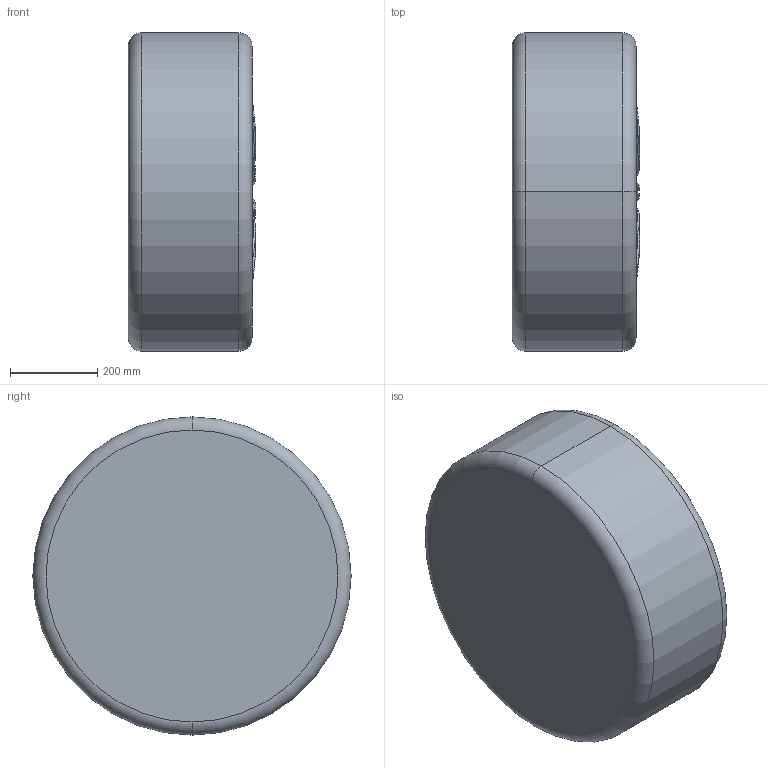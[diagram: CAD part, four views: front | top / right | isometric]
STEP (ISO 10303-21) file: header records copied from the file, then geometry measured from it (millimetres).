
FILE_DESCRIPTION (( 'STEP AP214' ), '1' );
FILE_NAME ('Tesla Model S Wheel.STEP', '2019-04-17T09:21:30', ( '' ), ( '' ), 'SwSTEP 2.0', 'SolidWorks 2018', '' );
FILE_SCHEMA (( 'AUTOMOTIVE_DESIGN' ));
Length unit declared in the file: millimetre
Products named in the file (1): Tesla Model S Wheel
Bounding box: 291.13 x 727.68 x 727.68 mm (x, y, z)
Volume: 81228198 mm3; surface area: 2065453 mm2
Topology: 1 solids, 1 shells, 58 faces, 171 edges, 104 vertices
Faces by surface type: bspline 42, torus 6, cylinder 6, plane 4
Entity records: 16410 total; most frequent: CARTESIAN_POINT 14604, ORIENTED_EDGE 336, EDGE_CURVE 168, DIRECTION 138, B_SPLINE_CURVE_WITH_KNOTS 113, VERTEX_POINT 104, EDGE_LOOP 70, AXIS2_PLACEMENT_3D 66
